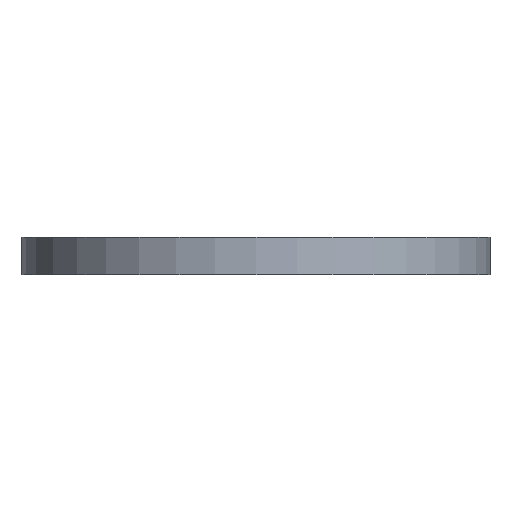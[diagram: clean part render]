
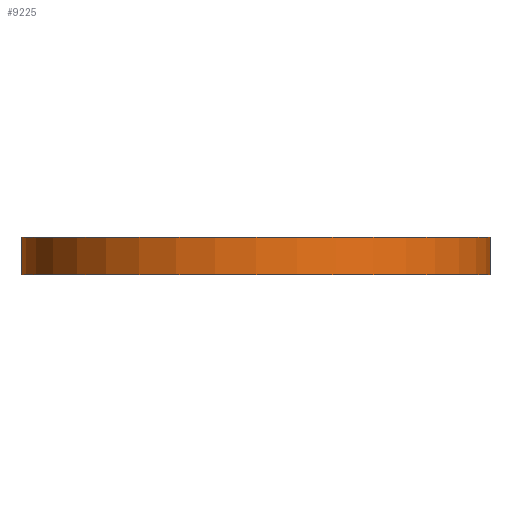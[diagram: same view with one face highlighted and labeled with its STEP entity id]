
A CAD part, front view. The second image highlights one B-rep face of the part: STEP entity #9225.
In plain terms, the highlighted cylindrical face has radius 25.007 mm (diameter 50.014 mm), a full revolution.
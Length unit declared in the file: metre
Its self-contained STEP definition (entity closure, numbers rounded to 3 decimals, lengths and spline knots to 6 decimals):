
#766=CIRCLE('',#10336,0.025007);
#768=CIRCLE('',#10339,0.025007);
#3219=ORIENTED_EDGE('',*,*,#4494,.F.);
#3220=ORIENTED_EDGE('',*,*,#4521,.T.);
#4494=EDGE_CURVE('',#5360,#5360,#766,.T.);
#4521=EDGE_CURVE('',#5387,#5387,#768,.T.);
#5360=VERTEX_POINT('',#22152);
#5387=VERTEX_POINT('',#22342);
#8071=EDGE_LOOP('',(#3219));
#8072=EDGE_LOOP('',(#3220));
#8660=FACE_BOUND('',#8071,.T.);
#8661=FACE_BOUND('',#8072,.T.);
#8730=CYLINDRICAL_SURFACE('',#10341,0.025007);
#9225=ADVANCED_FACE('',(#8660,#8661),#8730,.T.);
#10336=AXIS2_PLACEMENT_3D('',#22151,#12533,#12534);
#10339=AXIS2_PLACEMENT_3D('',#22341,#12563,#12564);
#10341=AXIS2_PLACEMENT_3D('',#22360,#12575,#12576);
#12533=DIRECTION('',(0.,0.,1.));
#12534=DIRECTION('',(1.,0.,0.));
#12563=DIRECTION('',(0.,0.,1.));
#12564=DIRECTION('',(1.,0.,0.));
#12575=DIRECTION('',(0.,0.,-1.));
#12576=DIRECTION('',(-1.,0.,0.));
#22151=CARTESIAN_POINT('',(0.025003,0.025,0.004));
#22152=CARTESIAN_POINT('',(0.050009,0.025,0.004));
#22341=CARTESIAN_POINT('',(0.025003,0.025,0.));
#22342=CARTESIAN_POINT('',(0.050009,0.025,0.));
#22360=CARTESIAN_POINT('',(0.025003,0.025,0.004));
